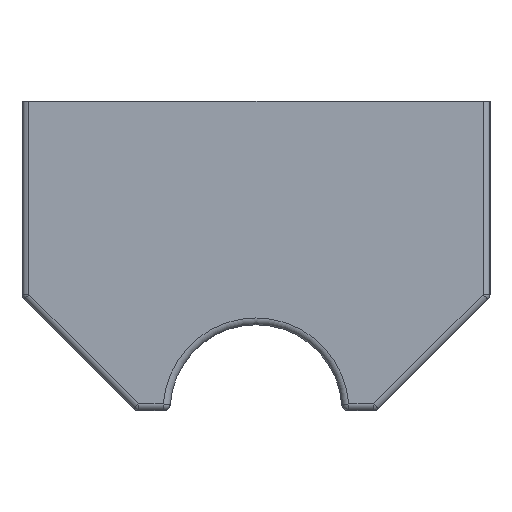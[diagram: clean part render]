
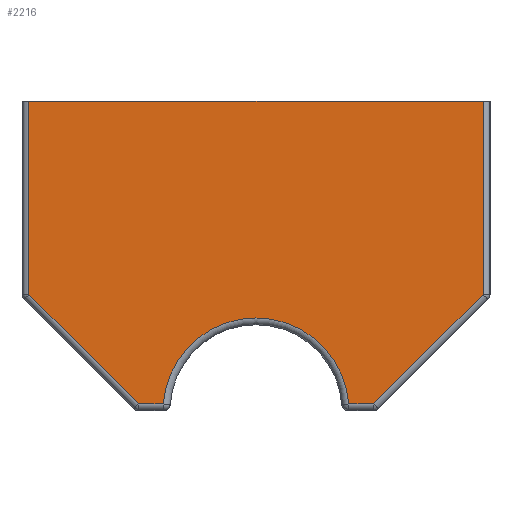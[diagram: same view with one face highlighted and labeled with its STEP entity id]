
A CAD part, left-side view. The second image highlights one B-rep face of the part: STEP entity #2216.
In plain terms, the highlighted planar face has unit normal (-1, 0, 0).
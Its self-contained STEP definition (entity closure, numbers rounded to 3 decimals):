
#147=CIRCLE('',#2361,27.);
#306=FACE_OUTER_BOUND('',#463,.T.);
#463=EDGE_LOOP('',(#1986,#1987,#1988,#1989,#1990,#1991,#1992,#1993));
#569=LINE('',#3385,#788);
#572=LINE('',#3399,#791);
#579=LINE('',#3424,#798);
#583=LINE('',#3451,#802);
#585=LINE('',#3464,#804);
#591=LINE('',#3489,#810);
#672=LINE('',#3766,#891);
#788=VECTOR('',#2735,10.);
#791=VECTOR('',#2750,10.);
#798=VECTOR('',#2781,10.);
#802=VECTOR('',#2813,10.);
#804=VECTOR('',#2831,10.);
#810=VECTOR('',#2843,10.);
#891=VECTOR('',#3042,10.);
#996=VERTEX_POINT('',#3378);
#998=VERTEX_POINT('',#3383);
#999=VERTEX_POINT('',#3388);
#1002=VERTEX_POINT('',#3395);
#1008=VERTEX_POINT('',#3415);
#1015=VERTEX_POINT('',#3440);
#1018=VERTEX_POINT('',#3447);
#1021=VERTEX_POINT('',#3457);
#1233=EDGE_CURVE('',#998,#996,#569,.T.);
#1240=EDGE_CURVE('',#999,#1002,#572,.T.);
#1253=EDGE_CURVE('',#996,#1008,#579,.T.);
#1266=EDGE_CURVE('',#1008,#1018,#583,.T.);
#1271=EDGE_CURVE('',#1018,#1021,#147,.T.);
#1273=EDGE_CURVE('',#1021,#1015,#585,.T.);
#1280=EDGE_CURVE('',#1015,#999,#591,.T.);
#1380=EDGE_CURVE('',#1002,#998,#672,.T.);
#1986=ORIENTED_EDGE('',*,*,#1233,.F.);
#1987=ORIENTED_EDGE('',*,*,#1380,.F.);
#1988=ORIENTED_EDGE('',*,*,#1240,.F.);
#1989=ORIENTED_EDGE('',*,*,#1280,.F.);
#1990=ORIENTED_EDGE('',*,*,#1273,.F.);
#1991=ORIENTED_EDGE('',*,*,#1271,.F.);
#1992=ORIENTED_EDGE('',*,*,#1266,.F.);
#1993=ORIENTED_EDGE('',*,*,#1253,.F.);
#2082=PLANE('',#2443);
#2216=ADVANCED_FACE('',(#306),#2082,.T.);
#2361=AXIS2_PLACEMENT_3D('',#3461,#2825,#2826);
#2443=AXIS2_PLACEMENT_3D('',#3799,#3088,#3089);
#2735=DIRECTION('',(0.,0.,-1.));
#2750=DIRECTION('',(0.,0.,1.));
#2781=DIRECTION('',(0.,0.707,-0.707));
#2813=DIRECTION('',(0.,1.,0.));
#2825=DIRECTION('center_axis',(-1.,0.,0.));
#2826=DIRECTION('ref_axis',(0.,0.,1.));
#2831=DIRECTION('',(0.,1.,0.));
#2843=DIRECTION('',(0.,0.707,0.707));
#3042=DIRECTION('',(0.,-1.,0.));
#3088=DIRECTION('center_axis',(-1.,0.,0.));
#3089=DIRECTION('ref_axis',(0.,-1.,0.));
#3378=CARTESIAN_POINT('',(-8.,-6.,33.828));
#3383=CARTESIAN_POINT('',(-8.,-6.,90.));
#3385=CARTESIAN_POINT('',(-8.,-6.,0.));
#3388=CARTESIAN_POINT('',(-8.,126.,33.828));
#3395=CARTESIAN_POINT('',(-8.,126.,90.));
#3399=CARTESIAN_POINT('',(-8.,126.,0.));
#3415=CARTESIAN_POINT('',(-8.,25.828,2.));
#3424=CARTESIAN_POINT('',(-8.,35.664,-7.836));
#3440=CARTESIAN_POINT('',(-8.,94.172,2.));
#3447=CARTESIAN_POINT('',(-8.,33.074,2.));
#3451=CARTESIAN_POINT('',(-8.,94.,2.));
#3457=CARTESIAN_POINT('',(-8.,86.926,2.));
#3461=CARTESIAN_POINT('Origin',(-8.,60.,0.));
#3464=CARTESIAN_POINT('',(-8.,94.,2.));
#3489=CARTESIAN_POINT('',(-8.,101.836,9.664));
#3766=CARTESIAN_POINT('',(-8.,94.,90.));
#3799=CARTESIAN_POINT('Origin',(-8.,128.,0.));
